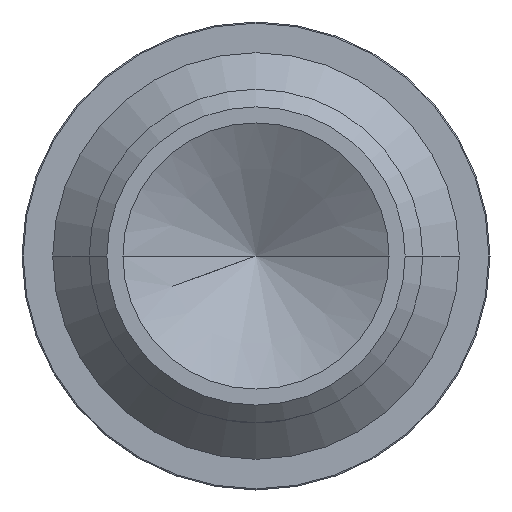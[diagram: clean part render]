
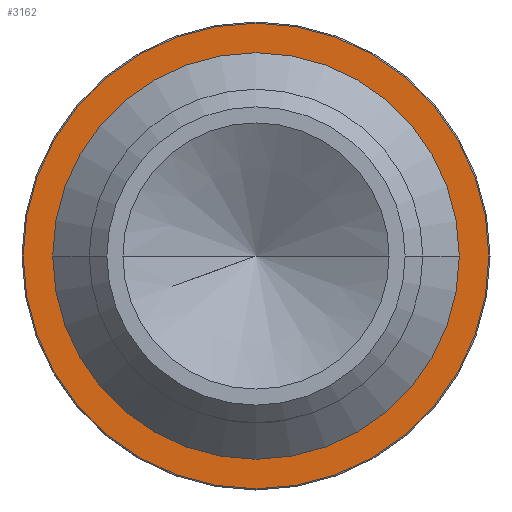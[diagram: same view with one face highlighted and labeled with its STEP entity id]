
A CAD part, front view. The second image highlights one B-rep face of the part: STEP entity #3162.
In plain terms, the highlighted planar face has unit normal (0, -1, 0).
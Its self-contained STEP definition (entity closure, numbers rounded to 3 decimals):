
#1227=CARTESIAN_POINT('',(0.,0.,0.));
#1228=DIRECTION('',(0.,-1.,0.));
#1229=DIRECTION('',(1.,0.,0.));
#1230=AXIS2_PLACEMENT_3D('',#1227,#1228,#1229);
#1242=CARTESIAN_POINT('',(0.,0.,0.));
#1243=DIRECTION('',(0.,-1.,0.));
#1244=DIRECTION('',(-1.,0.,0.));
#1245=AXIS2_PLACEMENT_3D('',#1242,#1243,#1244);
#1288=CARTESIAN_POINT('',(0.,0.,0.));
#1289=DIRECTION('',(0.,-1.,0.));
#1290=DIRECTION('',(-1.,0.,0.));
#1291=AXIS2_PLACEMENT_3D('',#1288,#1289,#1290);
#1293=CARTESIAN_POINT('',(0.,0.,0.));
#1294=DIRECTION('',(0.,1.,0.));
#1295=DIRECTION('',(-1.,0.,0.));
#1296=AXIS2_PLACEMENT_3D('',#1293,#1294,#1295);
#1497=CARTESIAN_POINT('',(-3.475,0.,0.));
#1499=VERTEX_POINT('',#1497);
#1503=CARTESIAN_POINT('',(3.475,0.,0.));
#1505=VERTEX_POINT('',#1503);
#1599=CARTESIAN_POINT('',(3.98,0.,0.));
#1600=CARTESIAN_POINT('',(-3.98,0.,0.));
#1601=VERTEX_POINT('',#1599);
#1602=VERTEX_POINT('',#1600);
#3146=CARTESIAN_POINT('',(0.,0.,0.));
#3147=DIRECTION('',(0.,1.,0.));
#3148=DIRECTION('',(1.,0.,0.));
#3149=AXIS2_PLACEMENT_3D('',#3146,#3147,#3148);
#3150=PLANE('',#3149);
#3151=ORIENTED_EDGE('',*,*,#3136,.F.);
#3153=ORIENTED_EDGE('',*,*,#3152,.F.);
#3154=EDGE_LOOP('',(#3151,#3153));
#3155=FACE_OUTER_BOUND('',#3154,.F.);
#3157=ORIENTED_EDGE('',*,*,#3156,.T.);
#3159=ORIENTED_EDGE('',*,*,#3158,.F.);
#3160=EDGE_LOOP('',(#3157,#3159));
#3161=FACE_BOUND('',#3160,.F.);
#3162=ADVANCED_FACE('',(#3155,#3161),#3150,.F.);
#1231=CIRCLE('',#1230,3.98);
#1246=CIRCLE('',#1245,3.98);
#1292=CIRCLE('',#1291,3.475);
#1297=CIRCLE('',#1296,3.475);
#3136=EDGE_CURVE('',#1601,#1602,#1231,.T.);
#3152=EDGE_CURVE('',#1602,#1601,#1246,.T.);
#3156=EDGE_CURVE('',#1499,#1505,#1292,.T.);
#3158=EDGE_CURVE('',#1499,#1505,#1297,.T.);
